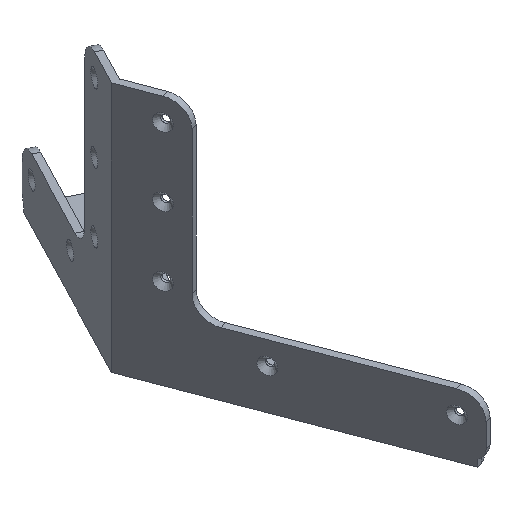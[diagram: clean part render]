
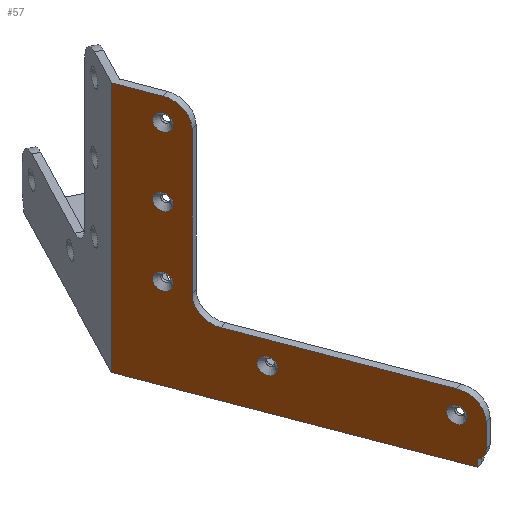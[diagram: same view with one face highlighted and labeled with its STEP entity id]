
A CAD part, isometric view. The second image highlights one B-rep face of the part: STEP entity #57.
In plain terms, the highlighted planar face has unit normal (-0.934, -0.356, 0).
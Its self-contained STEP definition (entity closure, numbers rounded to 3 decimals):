
#57=ADVANCED_FACE('',(#623,#625,#627,#629,#631,#633),#635,.T.);
#623=FACE_BOUND('',#624,.T.);
#624=EDGE_LOOP('',(#1176,#1177,#1178,#1179,#1180,#1181,#1182,#1183,#1184,#1185,#1186));
#625=FACE_BOUND('',#626,.T.);
#626=EDGE_LOOP('',(#1187));
#627=FACE_BOUND('',#628,.T.);
#628=EDGE_LOOP('',(#1188));
#629=FACE_BOUND('',#630,.T.);
#630=EDGE_LOOP('',(#1189));
#631=FACE_BOUND('',#632,.T.);
#632=EDGE_LOOP('',(#1190));
#633=FACE_BOUND('',#634,.T.);
#634=EDGE_LOOP('',(#1191));
#635=PLANE('',#636);
#636=AXIS2_PLACEMENT_3D('',#637,#638,#639);
#637=CARTESIAN_POINT('',(-105.148,-40.074,0.));
#638=DIRECTION('',(-0.934,-0.356,0.));
#639=DIRECTION('',(0.,0.,1.));
#1176=ORIENTED_EDGE('',*,*,#1440,.F.);
#1177=ORIENTED_EDGE('',*,*,#1441,.T.);
#1178=ORIENTED_EDGE('',*,*,#1442,.F.);
#1179=ORIENTED_EDGE('',*,*,#1443,.T.);
#1180=ORIENTED_EDGE('',*,*,#1444,.F.);
#1181=ORIENTED_EDGE('',*,*,#1445,.T.);
#1182=ORIENTED_EDGE('',*,*,#1446,.F.);
#1183=ORIENTED_EDGE('',*,*,#1447,.T.);
#1184=ORIENTED_EDGE('',*,*,#1427,.F.);
#1185=ORIENTED_EDGE('',*,*,#1448,.F.);
#1186=ORIENTED_EDGE('',*,*,#1449,.F.);
#1187=ORIENTED_EDGE('',*,*,#1450,.T.);
#1188=ORIENTED_EDGE('',*,*,#1451,.T.);
#1189=ORIENTED_EDGE('',*,*,#1452,.T.);
#1190=ORIENTED_EDGE('',*,*,#1453,.T.);
#1191=ORIENTED_EDGE('',*,*,#1454,.T.);
#1427=EDGE_CURVE('',#1561,#1563,#1564,.T.);
#1440=EDGE_CURVE('',#1588,#1589,#1590,.F.);
#1441=EDGE_CURVE('',#1588,#1591,#1592,.T.);
#1442=EDGE_CURVE('',#1593,#1591,#1594,.F.);
#1443=EDGE_CURVE('',#1593,#1595,#1596,.T.);
#1444=EDGE_CURVE('',#1597,#1595,#1598,.F.);
#1445=EDGE_CURVE('',#1597,#1599,#1600,.T.);
#1446=EDGE_CURVE('',#1601,#1599,#1602,.F.);
#1447=EDGE_CURVE('',#1601,#1563,#1603,.T.);
#1448=EDGE_CURVE('',#1604,#1561,#1605,.T.);
#1449=EDGE_CURVE('',#1589,#1604,#1606,.T.);
#1450=EDGE_CURVE('',#1607,#1607,#1608,.F.);
#1451=EDGE_CURVE('',#1609,#1609,#1610,.F.);
#1452=EDGE_CURVE('',#1611,#1611,#1612,.F.);
#1453=EDGE_CURVE('',#1613,#1613,#1614,.F.);
#1454=EDGE_CURVE('',#1615,#1615,#1616,.F.);
#1561=VERTEX_POINT('',#1800);
#1563=VERTEX_POINT('',#1804);
#1564=LINE('',#1805,#1806);
#1588=VERTEX_POINT('',#1863);
#1589=VERTEX_POINT('',#1864);
#1590=CIRCLE('',#1865,5.);
#1591=VERTEX_POINT('',#1869);
#1592=LINE('',#1870,#1871);
#1593=VERTEX_POINT('',#1873);
#1594=CIRCLE('',#1874,10.);
#1595=VERTEX_POINT('',#1878);
#1596=LINE('',#1879,#1880);
#1597=VERTEX_POINT('',#1882);
#1598=CIRCLE('',#1883,10.);
#1599=VERTEX_POINT('',#1887);
#1600=LINE('',#1888,#1889);
#1601=VERTEX_POINT('',#1891);
#1602=CIRCLE('',#1892,10.);
#1603=LINE('',#1896,#1897);
#1604=VERTEX_POINT('',#1899);
#1605=LINE('',#1900,#1901);
#1606=LINE('',#1903,#1904);
#1607=VERTEX_POINT('',#1906);
#1608=CIRCLE('',#1907,3.6);
#1609=VERTEX_POINT('',#1911);
#1610=CIRCLE('',#1912,3.6);
#1611=VERTEX_POINT('',#1916);
#1612=CIRCLE('',#1917,3.6);
#1613=VERTEX_POINT('',#1921);
#1614=CIRCLE('',#1922,3.6);
#1615=VERTEX_POINT('',#1926);
#1616=CIRCLE('',#1927,3.6);
#1800=CARTESIAN_POINT('',(-120.565,0.377,-366.));
#1804=CARTESIAN_POINT('',(-120.565,0.377,-255.));
#1805=CARTESIAN_POINT('',(-120.565,0.377,-366.));
#1806=VECTOR('',#1807,1.);
#1807=DIRECTION('',(0.,0.,1.));
#1863=CARTESIAN_POINT('',(-74.792,-119.723,-358.508));
#1864=CARTESIAN_POINT('',(-75.791,-117.104,-363.));
#1865=AXIS2_PLACEMENT_3D('',#1866,#1867,#1868);
#1866=CARTESIAN_POINT('',(-76.573,-115.051,-358.508));
#1867=DIRECTION('',(-0.934,-0.356,0.));
#1868=DIRECTION('',(0.156,-0.411,-0.898));
#1869=CARTESIAN_POINT('',(-74.792,-119.723,-348.));
#1870=CARTESIAN_POINT('',(-74.792,-119.723,-358.508));
#1871=VECTOR('',#1872,1.);
#1872=DIRECTION('',(0.,0.,1.));
#1873=CARTESIAN_POINT('',(-78.354,-110.379,-338.));
#1874=AXIS2_PLACEMENT_3D('',#1875,#1876,#1877);
#1875=CARTESIAN_POINT('',(-78.354,-110.379,-348.));
#1876=DIRECTION('',(-0.934,-0.356,0.));
#1877=DIRECTION('',(0.356,-0.934,0.));
#1878=CARTESIAN_POINT('',(-107.142,-34.842,-338.));
#1879=CARTESIAN_POINT('',(-78.354,-110.379,-338.));
#1880=VECTOR('',#1881,1.);
#1881=DIRECTION('',(-0.356,0.934,0.));
#1882=CARTESIAN_POINT('',(-110.703,-25.498,-328.));
#1883=AXIS2_PLACEMENT_3D('',#1884,#1885,#1886);
#1884=CARTESIAN_POINT('',(-107.142,-34.842,-328.));
#1885=DIRECTION('',(0.934,0.356,0.));
#1886=DIRECTION('',(0.,0.,-1.));
#1887=CARTESIAN_POINT('',(-110.703,-25.498,-265.));
#1888=CARTESIAN_POINT('',(-110.703,-25.498,-328.));
#1889=VECTOR('',#1890,1.);
#1890=DIRECTION('',(0.,0.,1.));
#1891=CARTESIAN_POINT('',(-114.265,-16.153,-255.));
#1892=AXIS2_PLACEMENT_3D('',#1893,#1894,#1895);
#1893=CARTESIAN_POINT('',(-114.265,-16.153,-265.));
#1894=DIRECTION('',(-0.934,-0.356,0.));
#1895=DIRECTION('',(0.356,-0.934,0.));
#1896=CARTESIAN_POINT('',(-114.265,-16.153,-255.));
#1897=VECTOR('',#1898,1.);
#1898=DIRECTION('',(-0.356,0.934,0.));
#1899=CARTESIAN_POINT('',(-75.791,-117.104,-366.));
#1900=CARTESIAN_POINT('',(-75.791,-117.104,-366.));
#1901=VECTOR('',#1902,1.);
#1902=DIRECTION('',(-0.356,0.934,0.));
#1903=CARTESIAN_POINT('',(-75.791,-117.104,-363.));
#1904=VECTOR('',#1905,1.);
#1905=DIRECTION('',(0.,0.,-1.));
#1906=CARTESIAN_POINT('',(-114.265,-16.153,-322.4));
#1907=AXIS2_PLACEMENT_3D('',#1908,#1909,#1910);
#1908=CARTESIAN_POINT('',(-114.265,-16.153,-326.));
#1909=DIRECTION('',(-0.934,-0.356,0.));
#1910=DIRECTION('',(0.,0.,1.));
#1911=CARTESIAN_POINT('',(-101.502,-49.641,-344.4));
#1912=AXIS2_PLACEMENT_3D('',#1913,#1914,#1915);
#1913=CARTESIAN_POINT('',(-101.502,-49.641,-348.));
#1914=DIRECTION('',(-0.934,-0.356,0.));
#1915=DIRECTION('',(0.,0.,1.));
#1916=CARTESIAN_POINT('',(-114.265,-16.153,-291.9));
#1917=AXIS2_PLACEMENT_3D('',#1918,#1919,#1920);
#1918=CARTESIAN_POINT('',(-114.265,-16.153,-295.5));
#1919=DIRECTION('',(-0.934,-0.356,0.));
#1920=DIRECTION('',(0.,0.,1.));
#1921=CARTESIAN_POINT('',(-114.265,-16.153,-261.4));
#1922=AXIS2_PLACEMENT_3D('',#1923,#1924,#1925);
#1923=CARTESIAN_POINT('',(-114.265,-16.153,-265.));
#1924=DIRECTION('',(-0.934,-0.356,0.));
#1925=DIRECTION('',(0.,0.,1.));
#1926=CARTESIAN_POINT('',(-78.354,-110.379,-344.4));
#1927=AXIS2_PLACEMENT_3D('',#1928,#1929,#1930);
#1928=CARTESIAN_POINT('',(-78.354,-110.379,-348.));
#1929=DIRECTION('',(-0.934,-0.356,0.));
#1930=DIRECTION('',(0.,0.,1.));
